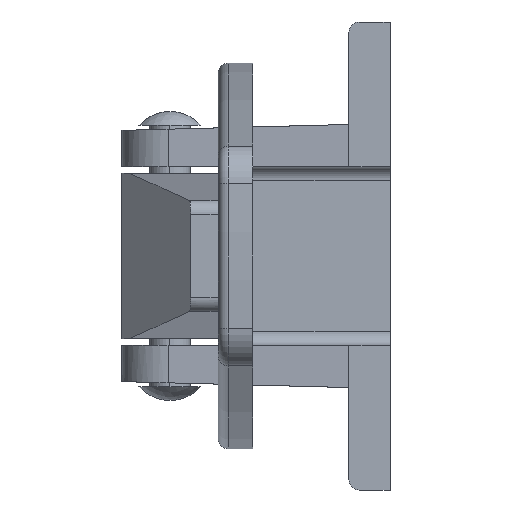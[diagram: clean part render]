
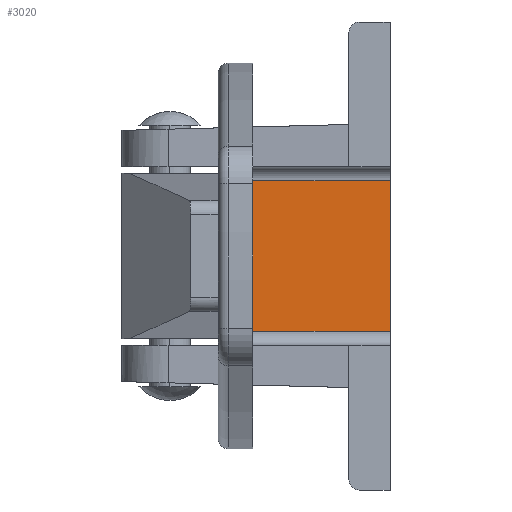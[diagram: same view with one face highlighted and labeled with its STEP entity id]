
A CAD part, left-side view. The second image highlights one B-rep face of the part: STEP entity #3020.
In plain terms, the highlighted planar face has unit normal (-1, 0, 0).
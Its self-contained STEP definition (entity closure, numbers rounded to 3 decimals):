
#315 = CARTESIAN_POINT ( 'NONE',  ( -1.5, -10., -10.95 ) ) ;
#316 = CARTESIAN_POINT ( 'NONE',  ( -1.5, -10., 10.95 ) ) ;
#317 = CARTESIAN_POINT ( 'NONE',  ( -1.5, -32., -10.95 ) ) ;
#318 = CARTESIAN_POINT ( 'NONE',  ( -1.5, -32., 10.95 ) ) ;
#681 = LINE ( 'NONE', #682, #1887 ) ;
#682 = CARTESIAN_POINT ( 'NONE',  ( -1.5, -10., 10.95 ) ) ;
#683 = DIRECTION ( 'NONE',  ( 0., 1., 0. ) ) ;
#684 = LINE ( 'NONE', #685, #1888 ) ;
#685 = CARTESIAN_POINT ( 'NONE',  ( -1.5, -10., -12.95 ) ) ;
#686 = DIRECTION ( 'NONE',  ( 0., 0., 1. ) ) ;
#687 = LINE ( 'NONE', #688, #1889 ) ;
#688 = CARTESIAN_POINT ( 'NONE',  ( -1.5, -32., -10.95 ) ) ;
#689 = DIRECTION ( 'NONE',  ( 0., -1., 0. ) ) ;
#723 = LINE ( 'NONE', #724, #1902 ) ;
#724 = CARTESIAN_POINT ( 'NONE',  ( -1.5, -32., -12.95 ) ) ;
#725 = DIRECTION ( 'NONE',  ( 0., 0., -1. ) ) ;
#758 = PLANE ( 'NONE',  #1926 ) ;
#759 = CARTESIAN_POINT ( 'NONE',  ( -1.5, -32., -12.95 ) ) ;
#760 = DIRECTION ( 'NONE',  ( 1., 0., 0. ) ) ;
#761 = DIRECTION ( 'NONE',  ( 0., 0., -1. ) ) ;
#1887 = VECTOR ( 'NONE', #683, 1000. ) ;
#1888 = VECTOR ( 'NONE', #686, 1000. ) ;
#1889 = VECTOR ( 'NONE', #689, 1000. ) ;
#1902 = VECTOR ( 'NONE', #725, 1000. ) ;
#1922 = FACE_OUTER_BOUND ( 'NONE', #4612, .T. ) ;
#1926 = AXIS2_PLACEMENT_3D ( 'NONE', #759, #760, #761 ) ;
#2994 = EDGE_CURVE ( 'NONE', #4150, #4148, #681, .T. ) ;
#2995 = EDGE_CURVE ( 'NONE', #4147, #4148, #684, .T. ) ;
#2996 = EDGE_CURVE ( 'NONE', #4147, #4149, #687, .T. ) ;
#3008 = EDGE_CURVE ( 'NONE', #4150, #4149, #723, .T. ) ;
#3020 = ADVANCED_FACE ( 'NONE', ( #1922 ), #758, .F. ) ;
#4088 = ORIENTED_EDGE ( 'NONE', *, *, #2995, .F. ) ;
#4089 = ORIENTED_EDGE ( 'NONE', *, *, #3008, .F. ) ;
#4090 = ORIENTED_EDGE ( 'NONE', *, *, #2994, .T. ) ;
#4091 = ORIENTED_EDGE ( 'NONE', *, *, #2996, .T. ) ;
#4147 = VERTEX_POINT ( 'NONE', #315 ) ;
#4148 = VERTEX_POINT ( 'NONE', #316 ) ;
#4149 = VERTEX_POINT ( 'NONE', #317 ) ;
#4150 = VERTEX_POINT ( 'NONE', #318 ) ;
#4612 = EDGE_LOOP ( 'NONE', ( #4089, #4090, #4088, #4091 ) ) ;
